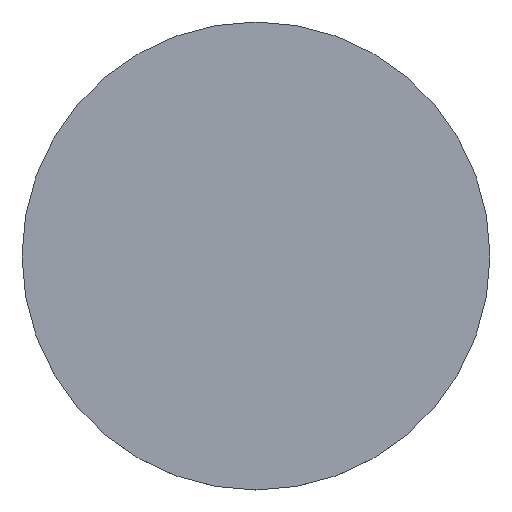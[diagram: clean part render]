
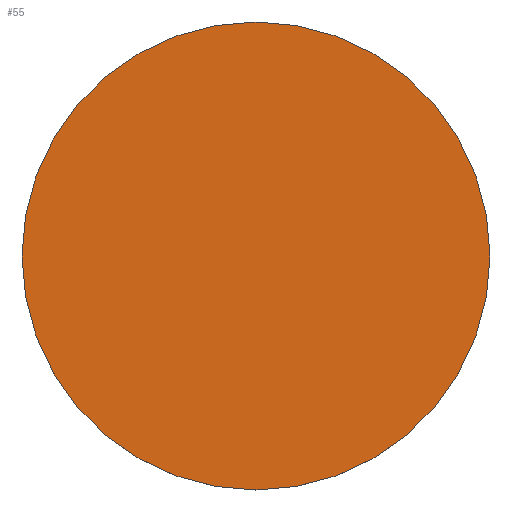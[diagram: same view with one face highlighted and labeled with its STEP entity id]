
A CAD part, top view. The second image highlights one B-rep face of the part: STEP entity #55.
In plain terms, the highlighted planar face has unit normal (0, 0, 1).
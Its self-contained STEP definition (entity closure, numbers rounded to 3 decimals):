
#1 = VERTEX_POINT ( 'NONE', #124 ) ;
#6 = CARTESIAN_POINT ( 'NONE',  ( -25., 0., 0.55 ) ) ;
#9 = DIRECTION ( 'NONE',  ( 0., 0., 1. ) ) ;
#21 = DIRECTION ( 'NONE',  ( 1., 0., 0. ) ) ;
#33 = CARTESIAN_POINT ( 'NONE',  ( 0., 0., 0.55 ) ) ;
#36 = DIRECTION ( 'NONE',  ( 1., 0., 0. ) ) ;
#37 = EDGE_CURVE ( 'NONE', #1, #136, #58, .T. ) ;
#42 = CIRCLE ( 'NONE', #157, 25. ) ;
#45 = ORIENTED_EDGE ( 'NONE', *, *, #84, .T. ) ;
#55 = ADVANCED_FACE ( 'NONE', ( #106 ), #138, .T. ) ;
#58 = CIRCLE ( 'NONE', #119, 25. ) ;
#64 = CARTESIAN_POINT ( 'NONE',  ( 0., 0., 0.55 ) ) ;
#84 = EDGE_CURVE ( 'NONE', #136, #1, #42, .T. ) ;
#106 = FACE_OUTER_BOUND ( 'NONE', #113, .T. ) ;
#113 = EDGE_LOOP ( 'NONE', ( #45, #120 ) ) ;
#119 = AXIS2_PLACEMENT_3D ( 'NONE', #33, #9, #36 ) ;
#120 = ORIENTED_EDGE ( 'NONE', *, *, #37, .T. ) ;
#124 = CARTESIAN_POINT ( 'NONE',  ( 25., 0., 0.55 ) ) ;
#136 = VERTEX_POINT ( 'NONE', #6 ) ;
#138 = PLANE ( 'NONE',  #175 ) ;
#146 = CARTESIAN_POINT ( 'NONE',  ( 0., 0., 0.55 ) ) ;
#153 = DIRECTION ( 'NONE',  ( 1., 0., 0. ) ) ;
#155 = DIRECTION ( 'NONE',  ( 0., 0., 1. ) ) ;
#157 = AXIS2_PLACEMENT_3D ( 'NONE', #64, #155, #153 ) ;
#170 = DIRECTION ( 'NONE',  ( 0., 0., 1. ) ) ;
#175 = AXIS2_PLACEMENT_3D ( 'NONE', #146, #170, #21 ) ;
